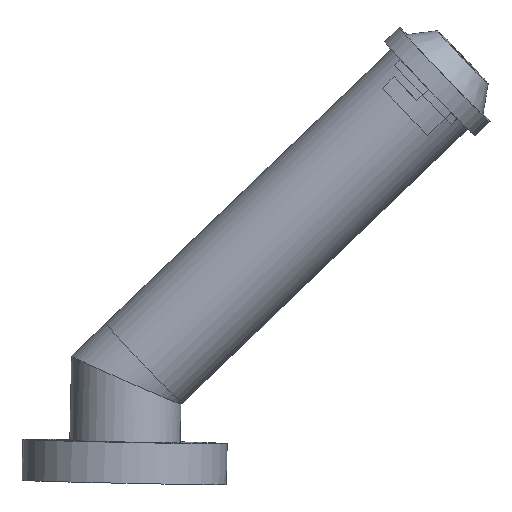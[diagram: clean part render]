
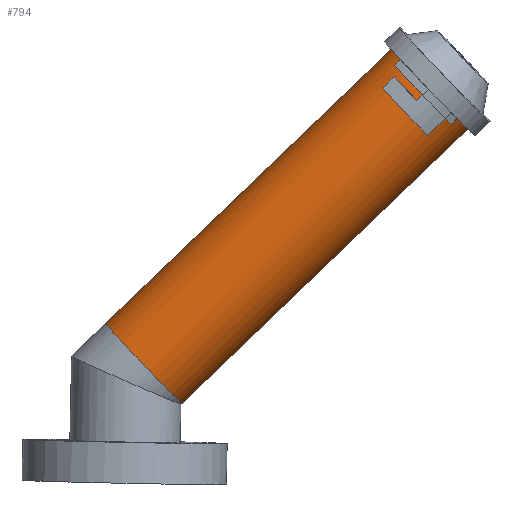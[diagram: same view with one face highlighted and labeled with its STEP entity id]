
A CAD part, front view. The second image highlights one B-rep face of the part: STEP entity #794.
In plain terms, the highlighted cylindrical face has radius 13.5 mm (diameter 27 mm), a full revolution.
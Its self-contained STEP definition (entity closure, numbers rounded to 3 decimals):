
#78=LINE('',#1325,#132);
#82=LINE('',#1334,#136);
#84=LINE('',#1339,#138);
#88=LINE('',#1350,#142);
#90=LINE('',#1362,#144);
#132=VECTOR('',#1103,10.);
#136=VECTOR('',#1113,10.);
#138=VECTOR('',#1117,10.);
#142=VECTOR('',#1129,10.);
#144=VECTOR('',#1145,13.5);
#160=CYLINDRICAL_SURFACE('',#909,13.5);
#201=FACE_OUTER_BOUND('',#258,.T.);
#258=EDGE_LOOP('',(#671,#672,#673,#674,#675,#676,#677,#678,#679,#680,#681,
#682));
#299=CIRCLE('',#896,13.5);
#300=CIRCLE('',#900,13.5);
#301=CIRCLE('',#901,13.5);
#302=CIRCLE('',#904,13.5);
#303=CIRCLE('',#905,13.5);
#306=CIRCLE('',#910,13.5);
#364=VERTEX_POINT('',#1322);
#365=VERTEX_POINT('',#1324);
#366=VERTEX_POINT('',#1328);
#367=VERTEX_POINT('',#1332);
#368=VERTEX_POINT('',#1336);
#369=VERTEX_POINT('',#1338);
#370=VERTEX_POINT('',#1342);
#371=VERTEX_POINT('',#1344);
#372=VERTEX_POINT('',#1348);
#375=VERTEX_POINT('',#1361);
#458=EDGE_CURVE('',#365,#364,#78,.T.);
#461=EDGE_CURVE('',#364,#366,#299,.T.);
#463=EDGE_CURVE('',#366,#367,#82,.T.);
#465=EDGE_CURVE('',#369,#368,#84,.T.);
#468=EDGE_CURVE('',#371,#370,#300,.T.);
#469=EDGE_CURVE('',#368,#371,#301,.T.);
#471=EDGE_CURVE('',#370,#372,#88,.T.);
#472=EDGE_CURVE('',#365,#372,#302,.T.);
#473=EDGE_CURVE('',#369,#367,#303,.T.);
#477=EDGE_CURVE('',#371,#375,#90,.T.);
#478=EDGE_CURVE('',#375,#375,#306,.T.);
#671=ORIENTED_EDGE('',*,*,#471,.T.);
#672=ORIENTED_EDGE('',*,*,#472,.F.);
#673=ORIENTED_EDGE('',*,*,#458,.T.);
#674=ORIENTED_EDGE('',*,*,#461,.T.);
#675=ORIENTED_EDGE('',*,*,#463,.T.);
#676=ORIENTED_EDGE('',*,*,#473,.F.);
#677=ORIENTED_EDGE('',*,*,#465,.T.);
#678=ORIENTED_EDGE('',*,*,#469,.T.);
#679=ORIENTED_EDGE('',*,*,#477,.T.);
#680=ORIENTED_EDGE('',*,*,#478,.T.);
#681=ORIENTED_EDGE('',*,*,#477,.F.);
#682=ORIENTED_EDGE('',*,*,#468,.T.);
#794=ADVANCED_FACE('',(#201),#160,.T.);
#896=AXIS2_PLACEMENT_3D('',#1330,#1108,#1109);
#900=AXIS2_PLACEMENT_3D('',#1345,#1122,#1123);
#901=AXIS2_PLACEMENT_3D('',#1346,#1124,#1125);
#904=AXIS2_PLACEMENT_3D('',#1352,#1132,#1133);
#905=AXIS2_PLACEMENT_3D('',#1353,#1134,#1135);
#909=AXIS2_PLACEMENT_3D('',#1360,#1143,#1144);
#910=AXIS2_PLACEMENT_3D('',#1363,#1146,#1147);
#1103=DIRECTION('',(-0.721,0.023,-0.692));
#1108=DIRECTION('center_axis',(-0.721,0.023,-0.692));
#1109=DIRECTION('ref_axis',(0.023,1.,0.008));
#1113=DIRECTION('',(0.721,-0.023,0.692));
#1117=DIRECTION('',(-0.721,0.023,-0.692));
#1122=DIRECTION('center_axis',(-0.721,0.023,-0.692));
#1123=DIRECTION('ref_axis',(0.023,1.,0.008));
#1124=DIRECTION('center_axis',(-0.721,0.023,-0.692));
#1125=DIRECTION('ref_axis',(0.023,1.,0.008));
#1129=DIRECTION('',(0.721,-0.023,0.692));
#1132=DIRECTION('center_axis',(0.721,-0.023,0.692));
#1133=DIRECTION('ref_axis',(0.023,1.,0.008));
#1134=DIRECTION('center_axis',(0.721,-0.023,0.692));
#1135=DIRECTION('ref_axis',(0.023,1.,0.008));
#1143=DIRECTION('center_axis',(0.721,-0.023,0.692));
#1144=DIRECTION('ref_axis',(0.023,1.,0.008));
#1145=DIRECTION('',(-0.721,0.023,-0.692));
#1146=DIRECTION('center_axis',(0.721,-0.023,0.692));
#1147=DIRECTION('ref_axis',(0.023,1.,0.008));
#1322=CARTESIAN_POINT('',(67.272,7.428,102.852));
#1324=CARTESIAN_POINT('',(68.714,7.383,104.236));
#1325=CARTESIAN_POINT('',(-1.248,9.578,37.083));
#1328=CARTESIAN_POINT('',(81.117,7.226,88.42));
#1330=CARTESIAN_POINT('Origin',(73.983,-1.739,95.56));
#1332=CARTESIAN_POINT('',(82.56,7.181,89.805));
#1334=CARTESIAN_POINT('',(12.598,9.376,22.652));
#1336=CARTESIAN_POINT('',(80.694,-10.907,88.268));
#1338=CARTESIAN_POINT('',(82.137,-10.952,89.653));
#1339=CARTESIAN_POINT('',(12.175,-8.757,22.5));
#1342=CARTESIAN_POINT('',(66.849,-10.704,102.7));
#1344=CARTESIAN_POINT('',(73.668,-15.235,95.447));
#1345=CARTESIAN_POINT('Origin',(73.983,-1.739,95.56));
#1346=CARTESIAN_POINT('Origin',(73.983,-1.739,95.56));
#1348=CARTESIAN_POINT('',(68.291,-10.75,104.084));
#1350=CARTESIAN_POINT('',(-1.671,-8.555,36.932));
#1352=CARTESIAN_POINT('Origin',(75.425,-1.784,96.945));
#1353=CARTESIAN_POINT('Origin',(75.425,-1.784,96.945));
#1360=CARTESIAN_POINT('Origin',(5.463,0.411,29.792));
#1361=CARTESIAN_POINT('',(5.148,-13.085,29.679));
#1362=CARTESIAN_POINT('',(5.148,-13.085,29.679));
#1363=CARTESIAN_POINT('Origin',(5.463,0.411,29.792));
